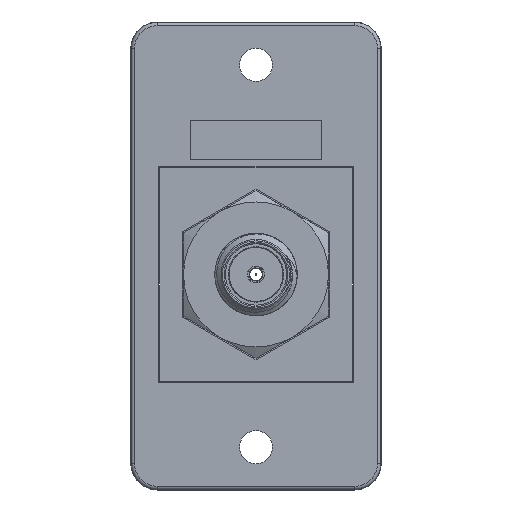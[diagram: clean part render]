
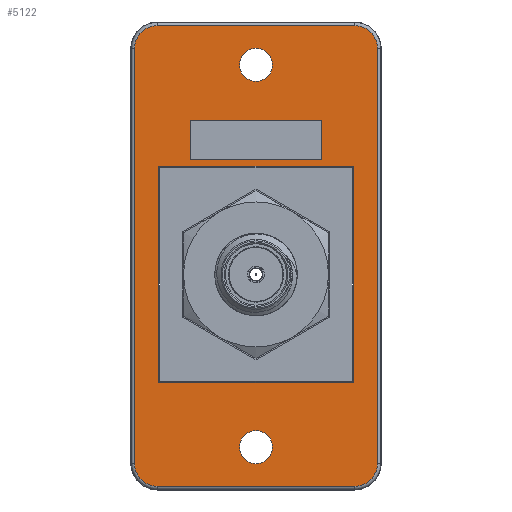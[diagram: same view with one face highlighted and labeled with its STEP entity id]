
A CAD part, front view. The second image highlights one B-rep face of the part: STEP entity #5122.
In plain terms, the highlighted planar face has unit normal (0, -1, 0).
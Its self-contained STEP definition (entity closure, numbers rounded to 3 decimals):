
#79=FACE_BOUND('',#670,.T.);
#80=FACE_BOUND('',#671,.T.);
#81=FACE_BOUND('',#672,.T.);
#82=FACE_BOUND('',#673,.T.);
#143=PLANE('',#5442);
#388=FACE_OUTER_BOUND('',#669,.T.);
#669=EDGE_LOOP('',(#3574,#3575,#3576,#3577,#3578,#3579,#3580,#3581));
#670=EDGE_LOOP('',(#3582,#3583,#3584,#3585));
#671=EDGE_LOOP('',(#3586));
#672=EDGE_LOOP('',(#3587));
#673=EDGE_LOOP('',(#3588,#3589,#3590,#3591));
#922=CIRCLE('',#5417,1.714);
#926=CIRCLE('',#5423,1.714);
#930=CIRCLE('',#5429,1.714);
#934=CIRCLE('',#5435,1.714);
#937=CIRCLE('',#5443,1.25);
#938=CIRCLE('',#5444,1.25);
#1212=LINE('',#8742,#1642);
#1275=LINE('',#9072,#1705);
#1276=LINE('',#9083,#1706);
#1278=LINE('',#9095,#1708);
#1280=LINE('',#9107,#1710);
#1289=LINE('',#9132,#1719);
#1290=LINE('',#9134,#1720);
#1291=LINE('',#9135,#1721);
#1292=LINE('',#9142,#1722);
#1293=LINE('',#9144,#1723);
#1294=LINE('',#9146,#1724);
#1295=LINE('',#9147,#1725);
#1642=VECTOR('',#5896,10.);
#1705=VECTOR('',#6001,10.);
#1706=VECTOR('',#6014,10.);
#1708=VECTOR('',#6028,10.);
#1710=VECTOR('',#6042,10.);
#1719=VECTOR('',#6071,10.);
#1720=VECTOR('',#6072,10.);
#1721=VECTOR('',#6073,10.);
#1722=VECTOR('',#6078,10.);
#1723=VECTOR('',#6079,10.);
#1724=VECTOR('',#6080,10.);
#1725=VECTOR('',#6081,10.);
#2108=VERTEX_POINT('',#8739);
#2109=VERTEX_POINT('',#8741);
#2165=VERTEX_POINT('',#9065);
#2168=VERTEX_POINT('',#9070);
#2170=VERTEX_POINT('',#9075);
#2172=VERTEX_POINT('',#9081);
#2174=VERTEX_POINT('',#9087);
#2176=VERTEX_POINT('',#9093);
#2178=VERTEX_POINT('',#9099);
#2180=VERTEX_POINT('',#9105);
#2186=VERTEX_POINT('',#9131);
#2187=VERTEX_POINT('',#9133);
#2188=VERTEX_POINT('',#9136);
#2189=VERTEX_POINT('',#9138);
#2190=VERTEX_POINT('',#9140);
#2191=VERTEX_POINT('',#9141);
#2192=VERTEX_POINT('',#9143);
#2193=VERTEX_POINT('',#9145);
#2606=EDGE_CURVE('',#2109,#2108,#1212,.T.);
#2693=EDGE_CURVE('',#2168,#2165,#1275,.T.);
#2695=EDGE_CURVE('',#2170,#2168,#922,.T.);
#2698=EDGE_CURVE('',#2172,#2170,#1276,.T.);
#2701=EDGE_CURVE('',#2174,#2172,#926,.T.);
#2704=EDGE_CURVE('',#2176,#2174,#1278,.T.);
#2707=EDGE_CURVE('',#2178,#2176,#930,.T.);
#2710=EDGE_CURVE('',#2180,#2178,#1280,.T.);
#2713=EDGE_CURVE('',#2165,#2180,#934,.T.);
#2723=EDGE_CURVE('',#2108,#2186,#1289,.T.);
#2724=EDGE_CURVE('',#2186,#2187,#1290,.T.);
#2725=EDGE_CURVE('',#2187,#2109,#1291,.T.);
#2726=EDGE_CURVE('',#2188,#2188,#937,.T.);
#2727=EDGE_CURVE('',#2189,#2189,#938,.T.);
#2728=EDGE_CURVE('',#2190,#2191,#1292,.T.);
#2729=EDGE_CURVE('',#2191,#2192,#1293,.T.);
#2730=EDGE_CURVE('',#2192,#2193,#1294,.T.);
#2731=EDGE_CURVE('',#2193,#2190,#1295,.T.);
#3574=ORIENTED_EDGE('',*,*,#2693,.F.);
#3575=ORIENTED_EDGE('',*,*,#2695,.F.);
#3576=ORIENTED_EDGE('',*,*,#2698,.F.);
#3577=ORIENTED_EDGE('',*,*,#2701,.F.);
#3578=ORIENTED_EDGE('',*,*,#2704,.F.);
#3579=ORIENTED_EDGE('',*,*,#2707,.F.);
#3580=ORIENTED_EDGE('',*,*,#2710,.F.);
#3581=ORIENTED_EDGE('',*,*,#2713,.F.);
#3582=ORIENTED_EDGE('',*,*,#2723,.T.);
#3583=ORIENTED_EDGE('',*,*,#2724,.T.);
#3584=ORIENTED_EDGE('',*,*,#2725,.T.);
#3585=ORIENTED_EDGE('',*,*,#2606,.T.);
#3586=ORIENTED_EDGE('',*,*,#2726,.T.);
#3587=ORIENTED_EDGE('',*,*,#2727,.T.);
#3588=ORIENTED_EDGE('',*,*,#2728,.T.);
#3589=ORIENTED_EDGE('',*,*,#2729,.T.);
#3590=ORIENTED_EDGE('',*,*,#2730,.T.);
#3591=ORIENTED_EDGE('',*,*,#2731,.T.);
#5122=ADVANCED_FACE('',(#388,#79,#80,#81,#82),#143,.F.);
#5417=AXIS2_PLACEMENT_3D('',#9077,#6006,#6007);
#5423=AXIS2_PLACEMENT_3D('',#9089,#6020,#6021);
#5429=AXIS2_PLACEMENT_3D('',#9101,#6034,#6035);
#5435=AXIS2_PLACEMENT_3D('',#9111,#6048,#6049);
#5442=AXIS2_PLACEMENT_3D('',#9130,#6069,#6070);
#5443=AXIS2_PLACEMENT_3D('',#9137,#6074,#6075);
#5444=AXIS2_PLACEMENT_3D('',#9139,#6076,#6077);
#5896=DIRECTION('',(1.,0.,0.));
#6001=DIRECTION('',(0.,0.,-1.));
#6006=DIRECTION('center_axis',(0.,1.,0.));
#6007=DIRECTION('ref_axis',(0.707,0.,0.707));
#6014=DIRECTION('',(1.,0.,0.));
#6020=DIRECTION('center_axis',(0.,1.,0.));
#6021=DIRECTION('ref_axis',(-0.707,0.,0.707));
#6028=DIRECTION('',(0.,0.,1.));
#6034=DIRECTION('center_axis',(0.,1.,0.));
#6035=DIRECTION('ref_axis',(-0.707,0.,-0.707));
#6042=DIRECTION('',(-1.,0.,0.));
#6048=DIRECTION('center_axis',(0.,1.,0.));
#6049=DIRECTION('ref_axis',(0.707,0.,-0.707));
#6069=DIRECTION('center_axis',(0.,1.,0.));
#6070=DIRECTION('ref_axis',(0.,0.,1.));
#6071=DIRECTION('',(0.,0.,-1.));
#6072=DIRECTION('',(-1.,0.,0.));
#6073=DIRECTION('',(0.,0.,1.));
#6074=DIRECTION('center_axis',(0.,1.,0.));
#6075=DIRECTION('ref_axis',(0.,0.,-1.));
#6076=DIRECTION('center_axis',(0.,1.,0.));
#6077=DIRECTION('ref_axis',(0.,0.,-1.));
#6078=DIRECTION('',(1.,0.,0.));
#6079=DIRECTION('',(0.,0.,-1.));
#6080=DIRECTION('',(-1.,0.,0.));
#6081=DIRECTION('',(0.,0.,1.));
#8739=CARTESIAN_POINT('',(7.375,-5.1,8.2));
#8741=CARTESIAN_POINT('',(-7.375,-5.1,8.2));
#8742=CARTESIAN_POINT('',(-3.688,-5.1,8.2));
#9065=CARTESIAN_POINT('',(9.214,-5.1,-14.35));
#9070=CARTESIAN_POINT('',(9.214,-5.1,17.15));
#9072=CARTESIAN_POINT('',(9.214,-5.1,10.275));
#9075=CARTESIAN_POINT('',(7.5,-5.1,18.864));
#9077=CARTESIAN_POINT('Origin',(7.5,-5.1,17.15));
#9081=CARTESIAN_POINT('',(-7.5,-5.1,18.864));
#9083=CARTESIAN_POINT('',(-4.75,-5.1,18.864));
#9087=CARTESIAN_POINT('',(-9.214,-5.1,17.15));
#9089=CARTESIAN_POINT('Origin',(-7.5,-5.1,17.15));
#9093=CARTESIAN_POINT('',(-9.214,-5.1,-14.35));
#9095=CARTESIAN_POINT('',(-9.214,-5.1,-7.475));
#9099=CARTESIAN_POINT('',(-7.5,-5.1,-16.064));
#9101=CARTESIAN_POINT('Origin',(-7.5,-5.1,-14.35));
#9105=CARTESIAN_POINT('',(7.5,-5.1,-16.064));
#9107=CARTESIAN_POINT('',(4.75,-5.1,-16.064));
#9111=CARTESIAN_POINT('Origin',(7.5,-5.1,-14.35));
#9130=CARTESIAN_POINT('Origin',(0.,-5.1,1.4));
#9131=CARTESIAN_POINT('',(7.375,-5.1,-8.2));
#9132=CARTESIAN_POINT('',(7.375,-5.1,4.8));
#9133=CARTESIAN_POINT('',(-7.375,-5.1,-8.2));
#9134=CARTESIAN_POINT('',(3.688,-5.1,-8.2));
#9135=CARTESIAN_POINT('',(-7.375,-5.1,-3.4));
#9136=CARTESIAN_POINT('',(0.,-5.1,17.15));
#9137=CARTESIAN_POINT('Origin',(0.,-5.1,15.9));
#9138=CARTESIAN_POINT('',(0.,-5.1,-11.85));
#9139=CARTESIAN_POINT('Origin',(0.,-5.1,-13.1));
#9140=CARTESIAN_POINT('',(-5.,-5.1,11.7));
#9141=CARTESIAN_POINT('',(5.,-5.1,11.7));
#9142=CARTESIAN_POINT('',(-2.5,-5.1,11.7));
#9143=CARTESIAN_POINT('',(5.,-5.1,8.7));
#9144=CARTESIAN_POINT('',(5.,-5.1,6.55));
#9145=CARTESIAN_POINT('',(-5.,-5.1,8.7));
#9146=CARTESIAN_POINT('',(2.5,-5.1,8.7));
#9147=CARTESIAN_POINT('',(-5.,-5.1,5.05));
